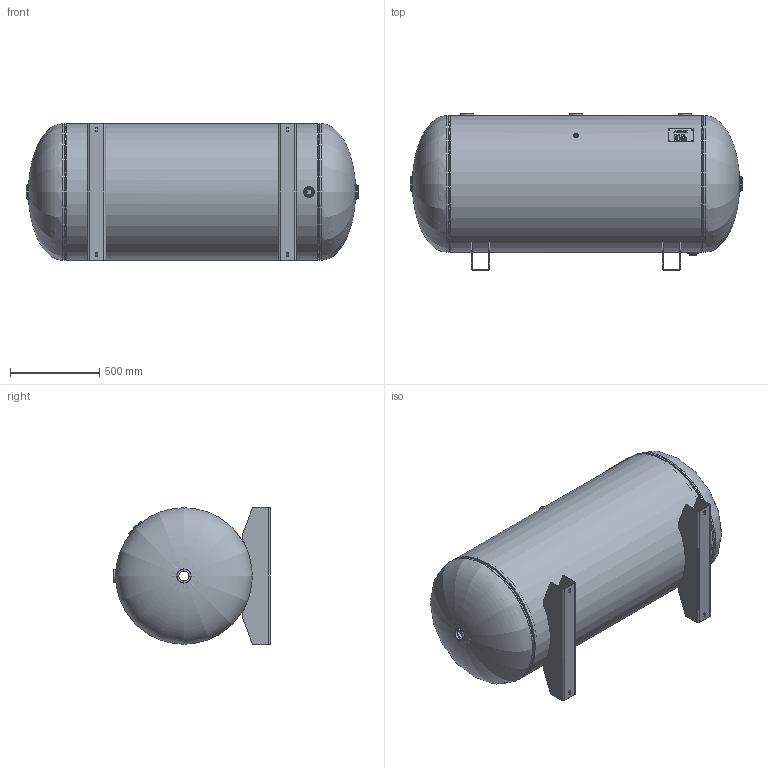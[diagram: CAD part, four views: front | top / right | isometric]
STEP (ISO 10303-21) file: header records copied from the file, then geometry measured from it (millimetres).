
FILE_DESCRIPTION(/* description */ ('30 X 72 200# HORZ ASME STOCK 200 GAL W/CHNLS LESS TPL'),/* implementation_level */ '2;1');
FILE_NAME(/* name */ 'SPVG_A10035.stp',/* time_stamp */ '2018-11-06T15:49:03-06:00',/* author */ ('kim.thoune'),/* organization */ (''),/* preprocessor_version */ 'ST-DEVELOPER v16.5',/* originating_system */ 'Autodesk Inventor 2017',/* authorisation */ '');
FILE_SCHEMA (('AUTOMOTIVE_DESIGN { 1 0 10303 214 3 1 1 }'));
Length unit declared in the file: inch
Products named in the file (13): A10035; A10035-1; A10035-2; 910-871-1; A10035-3; 910-871-1_1; F102000; F100250; F101000; 60-140; 64-053; F102001; S100040
Assembly tree (16 placements, depth 3):
  A10035
    A10035-1
    A10035-2
      910-871-1
    A10035-3
      910-871-1_1
    F102000  x2
    F100250
    F101000
    F102001  x3
    60-140
      64-053
    S100040  x2
Bounding box: 1855.77 x 876.54 x 763.27 mm (x, y, z)
Volume: 25922216.4 mm3; surface area: 10729476.9 mm2
Topology: 13 solids, 13 shells, 420 faces, 1068 edges, 698 vertices
Faces by surface type: plane 255, cylinder 78, bspline 41, torus 34, cone 12
Full cylindrical faces by diameter (mm): 6.35 x4, 11.455 x1, 26.987 x1, 30.302 x1, 43.256 x1, 44.45 x1, 46.037 x1, 56.667 x5, 60.325 x1, 66.675 x3, 68.263 x5, 76.2 x3, 79.383 x2, 744.068 x2, 752.958 x2, 753.11 x3, 762 x2, 763.27 x1
Entity records: 11461 total; most frequent: CARTESIAN_POINT 3640, ORIENTED_EDGE 1508, DIRECTION 1416, EDGE_CURVE 754, LINE 552, VECTOR 552, VERTEX_POINT 528, EDGE_LOOP 436
